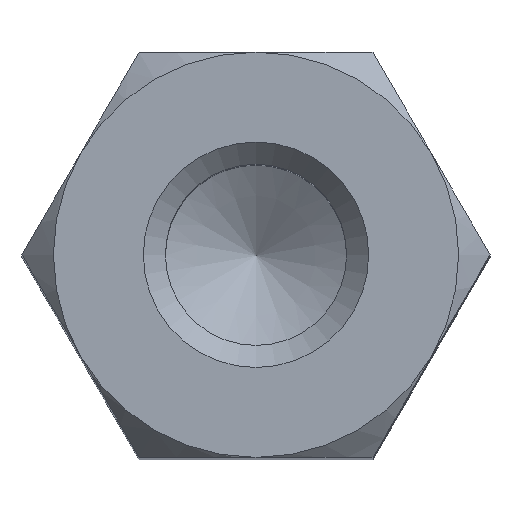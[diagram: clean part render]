
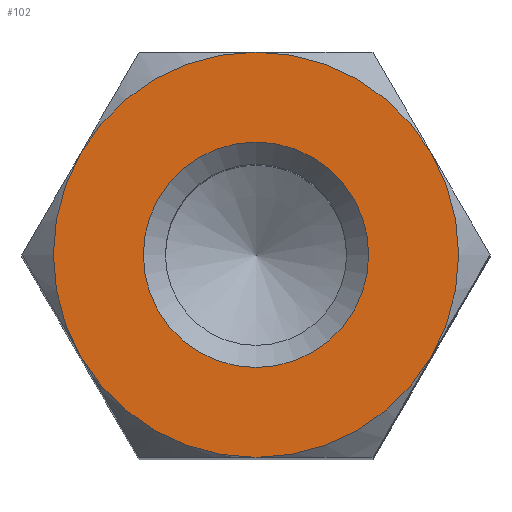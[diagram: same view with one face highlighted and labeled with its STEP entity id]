
A CAD part, top view. The second image highlights one B-rep face of the part: STEP entity #102.
In plain terms, the highlighted planar face has unit normal (0, 0, 1).
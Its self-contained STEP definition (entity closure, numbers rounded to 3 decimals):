
#102 = ADVANCED_FACE( '', ( #209, #210 ), #211, .F. );
#209 = FACE_BOUND( '', #310, .T. );
#210 = FACE_OUTER_BOUND( '', #311, .T. );
#211 = PLANE( '', #312 );
#310 = EDGE_LOOP( '', ( #507 ) );
#311 = EDGE_LOOP( '', ( #508, #509, #510, #511, #512, #513 ) );
#312 = AXIS2_PLACEMENT_3D( '', #514, #515, #516 );
#507 = ORIENTED_EDGE( '', *, *, #581, .T. );
#508 = ORIENTED_EDGE( '', *, *, #592, .T. );
#509 = ORIENTED_EDGE( '', *, *, #564, .T. );
#510 = ORIENTED_EDGE( '', *, *, #567, .T. );
#511 = ORIENTED_EDGE( '', *, *, #542, .T. );
#512 = ORIENTED_EDGE( '', *, *, #611, .T. );
#513 = ORIENTED_EDGE( '', *, *, #589, .T. );
#514 = CARTESIAN_POINT( '', ( 0., 0., 9.5 ) );
#515 = DIRECTION( '', ( 0., 0., -1. ) );
#516 = DIRECTION( '', ( -1., 0., 0. ) );
#542 = EDGE_CURVE( '', #626, #623, #627, .F. );
#564 = EDGE_CURVE( '', #645, #635, #663, .F. );
#567 = EDGE_CURVE( '', #635, #626, #666, .F. );
#581 = EDGE_CURVE( '', #683, #683, #684, .T. );
#589 = EDGE_CURVE( '', #696, #688, #697, .T. );
#592 = EDGE_CURVE( '', #688, #645, #700, .F. );
#611 = EDGE_CURVE( '', #623, #696, #721, .F. );
#623 = VERTEX_POINT( '', #733 );
#626 = VERTEX_POINT( '', #741 );
#627 = CIRCLE( '', #742, 2.75 );
#635 = VERTEX_POINT( '', #765 );
#645 = VERTEX_POINT( '', #804 );
#663 = CIRCLE( '', #854, 2.75 );
#666 = CIRCLE( '', #862, 2.75 );
#683 = VERTEX_POINT( '', #896 );
#684 = CIRCLE( '', #897, 1.53 );
#688 = VERTEX_POINT( '', #908 );
#696 = VERTEX_POINT( '', #934 );
#697 = CIRCLE( '', #935, 2.75 );
#700 = CIRCLE( '', #945, 2.75 );
#721 = CIRCLE( '', #989, 2.75 );
#733 = CARTESIAN_POINT( '', ( 2.382, 1.375, 9.5 ) );
#741 = CARTESIAN_POINT( '', ( 2.382, -1.375, 9.5 ) );
#742 = AXIS2_PLACEMENT_3D( '', #1001, #1002, #1003 );
#765 = CARTESIAN_POINT( '', ( 0., -2.75, 9.5 ) );
#804 = CARTESIAN_POINT( '', ( -2.382, -1.375, 9.5 ) );
#854 = AXIS2_PLACEMENT_3D( '', #1013, #1014, #1015 );
#862 = AXIS2_PLACEMENT_3D( '', #1016, #1017, #1018 );
#896 = CARTESIAN_POINT( '', ( 0., 1.53, 9.5 ) );
#897 = AXIS2_PLACEMENT_3D( '', #1031, #1032, #1033 );
#908 = CARTESIAN_POINT( '', ( -2.382, 1.375, 9.5 ) );
#934 = CARTESIAN_POINT( '', ( 0., 2.75, 9.5 ) );
#935 = AXIS2_PLACEMENT_3D( '', #1035, #1036, #1037 );
#945 = AXIS2_PLACEMENT_3D( '', #1038, #1039, #1040 );
#989 = AXIS2_PLACEMENT_3D( '', #1055, #1056, #1057 );
#1001 = CARTESIAN_POINT( '', ( 0., 0., 9.5 ) );
#1002 = DIRECTION( '', ( 0., 0., -1. ) );
#1003 = DIRECTION( '', ( -1., 0., 0. ) );
#1013 = CARTESIAN_POINT( '', ( 0., 0., 9.5 ) );
#1014 = DIRECTION( '', ( 0., 0., -1. ) );
#1015 = DIRECTION( '', ( -1., 0., 0. ) );
#1016 = CARTESIAN_POINT( '', ( 0., 0., 9.5 ) );
#1017 = DIRECTION( '', ( 0., 0., -1. ) );
#1018 = DIRECTION( '', ( -1., 0., 0. ) );
#1031 = CARTESIAN_POINT( '', ( 0., 0., 9.5 ) );
#1032 = DIRECTION( '', ( 0., 0., -1. ) );
#1033 = DIRECTION( '', ( 0., 1., 0. ) );
#1035 = CARTESIAN_POINT( '', ( 0., 0., 9.5 ) );
#1036 = DIRECTION( '', ( 0., 0., 1. ) );
#1037 = DIRECTION( '', ( 1., 0., 0. ) );
#1038 = CARTESIAN_POINT( '', ( 0., 0., 9.5 ) );
#1039 = DIRECTION( '', ( 0., 0., -1. ) );
#1040 = DIRECTION( '', ( -1., 0., 0. ) );
#1055 = CARTESIAN_POINT( '', ( 0., 0., 9.5 ) );
#1056 = DIRECTION( '', ( 0., 0., -1. ) );
#1057 = DIRECTION( '', ( -1., 0., 0. ) );
